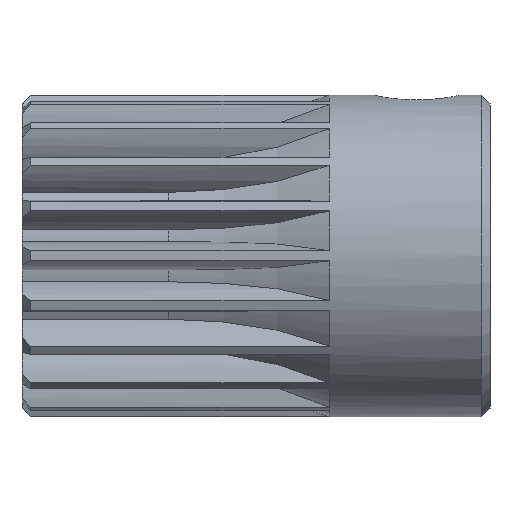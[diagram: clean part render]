
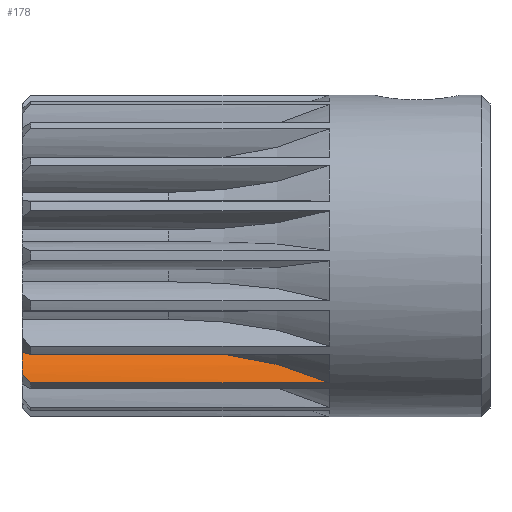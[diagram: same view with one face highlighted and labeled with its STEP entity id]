
A CAD part, top view. The second image highlights one B-rep face of the part: STEP entity #178.
In plain terms, the highlighted cylindrical face has radius 3 mm (diameter 6 mm), a partial arc.
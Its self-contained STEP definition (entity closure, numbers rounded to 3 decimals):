
#178 = ADVANCED_FACE( '', ( #406 ), #407, .T. );
#406 = FACE_OUTER_BOUND( '', #642, .T. );
#407 = CYLINDRICAL_SURFACE( '', #643, 3. );
#642 = EDGE_LOOP( '', ( #1559, #1560, #1561, #1562, #1563 ) );
#643 = AXIS2_PLACEMENT_3D( '', #1564, #1565, #1566 );
#1559 = ORIENTED_EDGE( '', *, *, #1896, .F. );
#1560 = ORIENTED_EDGE( '', *, *, #1937, .T. );
#1561 = ORIENTED_EDGE( '', *, *, #1711, .T. );
#1562 = ORIENTED_EDGE( '', *, *, #1927, .T. );
#1563 = ORIENTED_EDGE( '', *, *, #1752, .F. );
#1564 = CARTESIAN_POINT( '', ( 10.5, -4.846, 0.413 ) );
#1565 = DIRECTION( '', ( 1., 0., 0. ) );
#1566 = DIRECTION( '', ( 0., 0., 1. ) );
#1711 = EDGE_CURVE( '', #2108, #2106, #2109, .T. );
#1752 = EDGE_CURVE( '', #2178, #2180, #2181, .T. );
#1896 = EDGE_CURVE( '', #2413, #2178, #2415, .T. );
#1927 = EDGE_CURVE( '', #2106, #2180, #2455, .T. );
#1937 = EDGE_CURVE( '', #2413, #2108, #2465, .T. );
#2106 = VERTEX_POINT( '', #2686 );
#2108 = VERTEX_POINT( '', #2688 );
#2109 = CIRCLE( '', #2689, 3. );
#2178 = VERTEX_POINT( '', #2830 );
#2180 = VERTEX_POINT( '', #2832 );
#2181 = LINE( '', #2833, #2834 );
#2413 = VERTEX_POINT( '', #3389 );
#2415 = B_SPLINE_CURVE_WITH_KNOTS( '', 3, ( #3391, #3392, #3393, #3394, #3395, #3396, #3397, #3398 ), .UNSPECIFIED., .F., .F., ( 4, 2, 2, 4 ), ( 0., 0.003, 0.004, 0.006 ), .UNSPECIFIED. );
#2455 = B_SPLINE_CURVE_WITH_KNOTS( '', 3, ( #3528, #3529, #3530, #3531 ), .UNSPECIFIED., .F., .F., ( 4, 4 ), ( 0., 0. ), .UNSPECIFIED. );
#2465 = LINE( '', #3552, #3553 );
#2686 = CARTESIAN_POINT( '', ( 0., -4.021, 3.297 ) );
#2688 = CARTESIAN_POINT( '', ( 0., -3.236, 2.944 ) );
#2689 = AXIS2_PLACEMENT_3D( '', #3775, #3776, #3777 );
#2830 = CARTESIAN_POINT( '', ( 10.5, -4.346, 3.371 ) );
#2832 = CARTESIAN_POINT( '', ( 0.3, -4.346, 3.371 ) );
#2833 = CARTESIAN_POINT( '', ( 10.5, -4.346, 3.371 ) );
#2834 = VECTOR( '', #3869, 1000. );
#3389 = CARTESIAN_POINT( '', ( 5., -3.236, 2.944 ) );
#3391 = CARTESIAN_POINT( '', ( 5., -3.236, 2.944 ) );
#3392 = CARTESIAN_POINT( '', ( 5.952, -3.247, 2.951 ) );
#3393 = CARTESIAN_POINT( '', ( 6.888, -3.332, 3.01 ) );
#3394 = CARTESIAN_POINT( '', ( 8.265, -3.593, 3.141 ) );
#3395 = CARTESIAN_POINT( '', ( 8.72, -3.703, 3.191 ) );
#3396 = CARTESIAN_POINT( '', ( 9.62, -3.98, 3.289 ) );
#3397 = CARTESIAN_POINT( '', ( 10.067, -4.147, 3.337 ) );
#3398 = CARTESIAN_POINT( '', ( 10.5, -4.346, 3.371 ) );
#3528 = CARTESIAN_POINT( '', ( 0., -4.021, 3.297 ) );
#3529 = CARTESIAN_POINT( '', ( 0.101, -4.127, 3.328 ) );
#3530 = CARTESIAN_POINT( '', ( 0.201, -4.235, 3.352 ) );
#3531 = CARTESIAN_POINT( '', ( 0.3, -4.346, 3.371 ) );
#3552 = CARTESIAN_POINT( '', ( 10.5, -3.236, 2.944 ) );
#3553 = VECTOR( '', #4098, 1000. );
#3775 = CARTESIAN_POINT( '', ( 0., -4.846, 0.413 ) );
#3776 = DIRECTION( '', ( 1., 0., 0. ) );
#3777 = DIRECTION( '', ( 0., 0., -1. ) );
#3869 = DIRECTION( '', ( -1., 0., 0. ) );
#4098 = DIRECTION( '', ( -1., 0., 0. ) );
